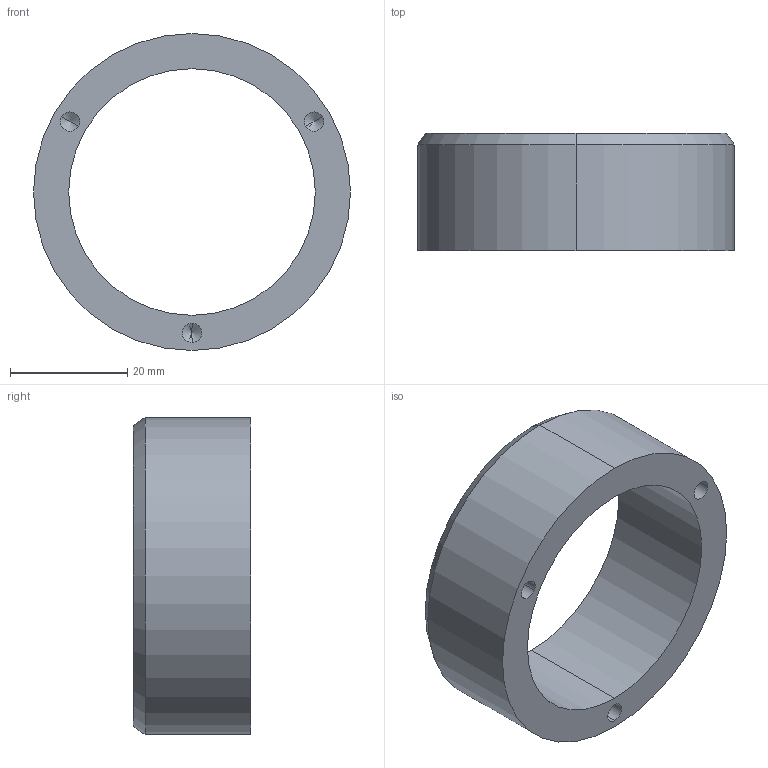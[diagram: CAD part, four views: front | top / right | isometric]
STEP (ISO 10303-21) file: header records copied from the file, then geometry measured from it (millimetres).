
FILE_DESCRIPTION (( 'STEP AP214' ), '1' );
FILE_NAME ('UTCrawlV1-USI-013-pion-centrage-ressort.STEP', '2019-10-04T08:42:25', ( '' ), ( '' ), 'SwSTEP 2.0', 'SolidWorks 2018', '' );
FILE_SCHEMA (( 'AUTOMOTIVE_DESIGN' ));
Length unit declared in the file: millimetre
Products named in the file (1): UTCrawlV1-USI-013-pion-centrage-ressort
Bounding box: 54 x 20 x 54 mm (x, y, z)
Volume: 17558.5 mm3; surface area: 8036.1 mm2
Topology: 1 solids, 1 shells, 20 faces, 46 edges, 25 vertices
Faces by surface type: cylinder 10, cone 8, plane 2
Entity records: 630 total; most frequent: DIRECTION 104, CARTESIAN_POINT 86, ORIENTED_EDGE 80, AXIS2_PLACEMENT_3D 43, EDGE_CURVE 40, EDGE_LOOP 25, VERTEX_POINT 25, CIRCLE 22
